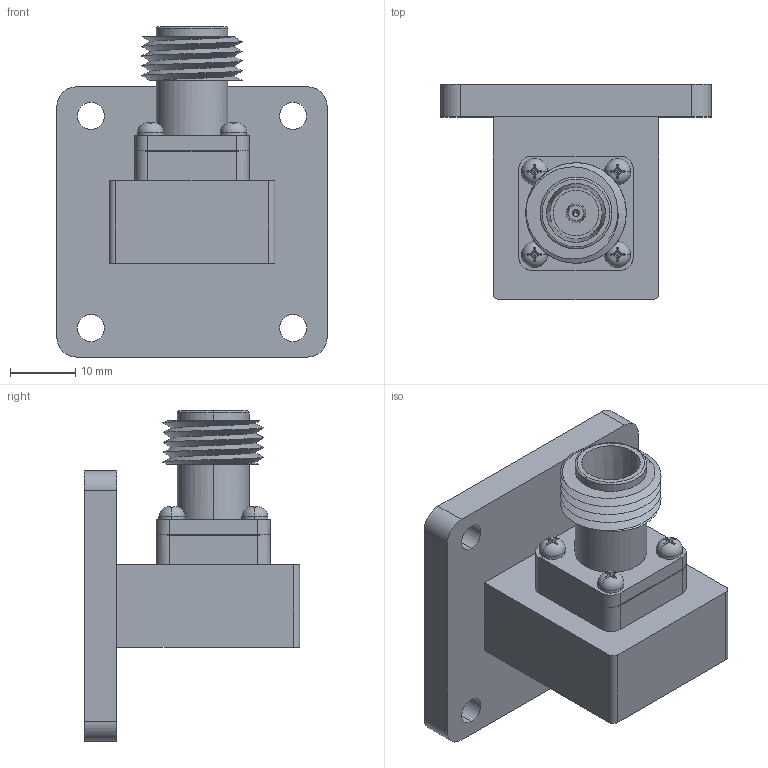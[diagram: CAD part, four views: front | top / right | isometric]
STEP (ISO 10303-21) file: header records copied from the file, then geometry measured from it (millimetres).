
FILE_DESCRIPTION (( 'STEP AP214' ), '1' );
FILE_NAME ('FMWCK1000_3D.step', '2023-07-13T18:05:00', ( '' ), ( '' ), 'SwSTEP 2.0', 'SolidWorks 2022', '' );
FILE_SCHEMA (( 'AUTOMOTIVE_DESIGN' ));
Length unit declared in the file: millimetre
Products named in the file (3): FMWCK1000_3D; FSTNR^FMWCK1000; FBP220^FMWCK1000
Assembly tree (2 placements, depth 2):
  FMWCK1000_3D
    FBP220^FMWCK1000
    FSTNR^FMWCK1000
Bounding box: 41.4 x 33 x 50.58 mm (x, y, z)
Volume: 18451.4 mm3; surface area: 10108.4 mm2
Topology: 2 solids, 2 shells, 174 faces, 447 edges, 289 vertices
Faces by surface type: plane 110, cylinder 42, torus 10, cone 8, bspline 4
Entity records: 7126 total; most frequent: CARTESIAN_POINT 2854, ORIENTED_EDGE 890, DIRECTION 839, EDGE_CURVE 445, AXIS2_PLACEMENT_3D 297, VERTEX_POINT 289, LINE 245, VECTOR 245
